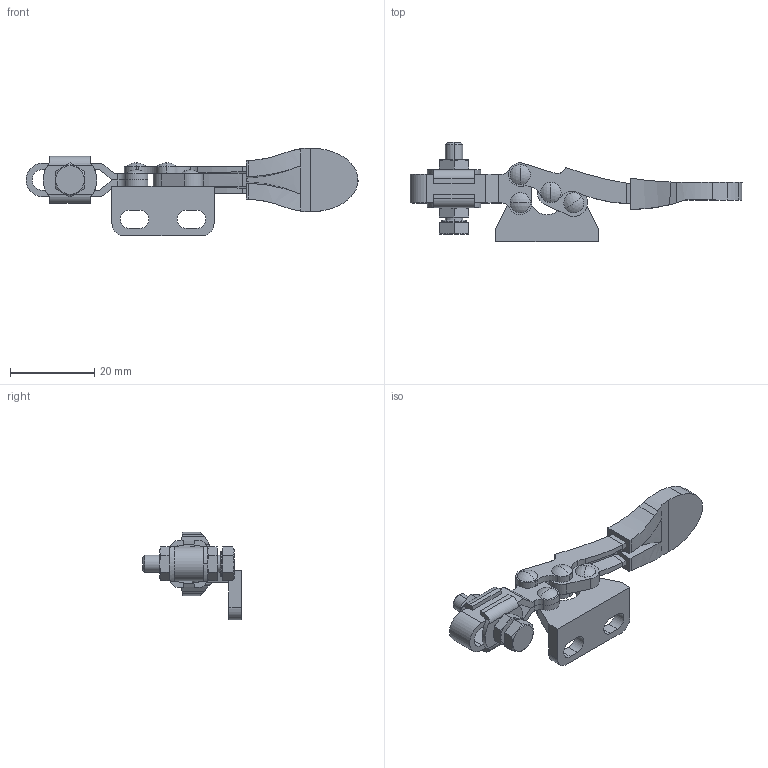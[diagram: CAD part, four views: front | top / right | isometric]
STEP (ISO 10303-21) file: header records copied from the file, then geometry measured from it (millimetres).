
FILE_DESCRIPTION (( 'STEP AP214' ), '1' );
FILE_NAME ('GH-201-R(Â²¤Æ).STEP', '2020-07-16T09:50:15', ( 'LinWei' ), ( '' ), 'SwSTEP 2.0', 'SolidWorks 2016', '' );
FILE_SCHEMA (( 'AUTOMOTIVE_DESIGN' ));
Length unit declared in the file: millimetre
Products named in the file (6): Group3^GH-201-R(簡化); Group2^GH-201-R(簡化); Group1^GH-201-R(簡化); GH-201-R(簡化); 1201AL13-1^GH-201-R(簡化); Group5^GH-201-R(簡化)
Assembly tree (5 placements, depth 2):
  GH-201-R(簡化)
    Group1^GH-201-R(簡化)
    Group2^GH-201-R(簡化)
    Group3^GH-201-R(簡化)
    Group5^GH-201-R(簡化)
    1201AL13-1^GH-201-R(簡化)
Bounding box: 78.99 x 23.55 x 20.87 mm (x, y, z)
Volume: 2833.5 mm3; surface area: 6567.6 mm2
Topology: 6 solids, 12 shells, 318 faces, 793 edges, 518 vertices
Faces by surface type: cylinder 141, plane 118, cone 28, torus 14, bspline 9, sphere 8
Entity records: 11649 total; most frequent: CARTESIAN_POINT 2793, DIRECTION 1606, ORIENTED_EDGE 1570, EDGE_CURVE 793, AXIS2_PLACEMENT_3D 644, VERTEX_POINT 518, EDGE_LOOP 361, CIRCLE 326
